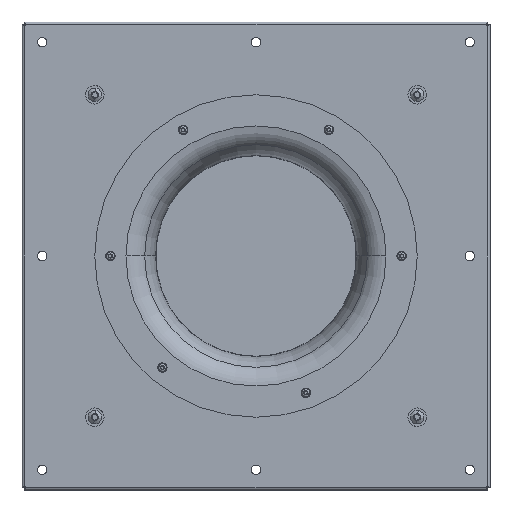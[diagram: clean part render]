
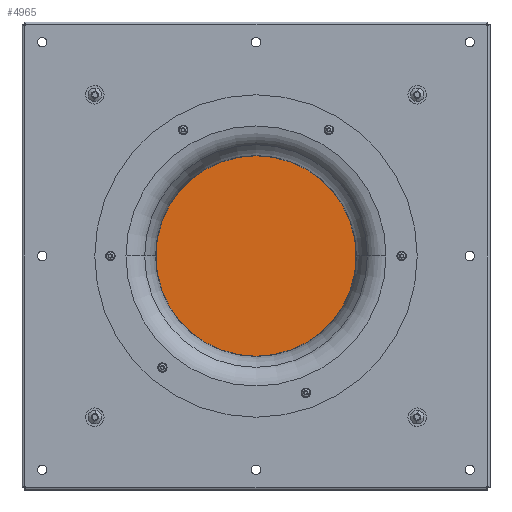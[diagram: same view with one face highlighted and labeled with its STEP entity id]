
A CAD part, front view. The second image highlights one B-rep face of the part: STEP entity #4965.
In plain terms, the highlighted face is planar.
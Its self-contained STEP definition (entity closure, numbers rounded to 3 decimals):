
#4272=CARTESIAN_POINT('',(0.,117.812,0.));
#4273=DIRECTION('',(0.,-1.,0.));
#4274=DIRECTION('',(-1.,0.,0.));
#4275=AXIS2_PLACEMENT_3D('',#4272,#4273,#4274);
#4277=CARTESIAN_POINT('',(0.,117.812,0.));
#4278=DIRECTION('',(0.,1.,0.));
#4279=DIRECTION('',(-1.,0.,0.));
#4280=AXIS2_PLACEMENT_3D('',#4277,#4278,#4279);
#4480=CARTESIAN_POINT('',(-107.419,117.812,0.));
#4482=VERTEX_POINT('',#4480);
#4488=CARTESIAN_POINT('',(107.419,117.812,0.));
#4490=VERTEX_POINT('',#4488);
#4956=CARTESIAN_POINT('',(0.,117.812,0.));
#4957=DIRECTION('',(0.,1.,0.));
#4958=DIRECTION('',(1.,0.,0.));
#4959=AXIS2_PLACEMENT_3D('',#4956,#4957,#4958);
#4960=PLANE('',#4959);
#4961=ORIENTED_EDGE('',*,*,#4938,.T.);
#4962=ORIENTED_EDGE('',*,*,#4949,.F.);
#4963=EDGE_LOOP('',(#4961,#4962));
#4964=FACE_OUTER_BOUND('',#4963,.F.);
#4965=ADVANCED_FACE('',(#4964),#4960,.T.);
#4276=CIRCLE('',#4275,107.419);
#4281=CIRCLE('',#4280,107.419);
#4938=EDGE_CURVE('',#4482,#4490,#4276,.T.);
#4949=EDGE_CURVE('',#4482,#4490,#4281,.T.);
